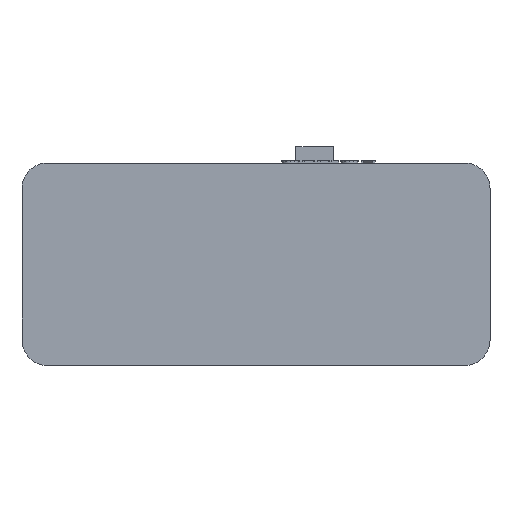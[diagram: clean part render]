
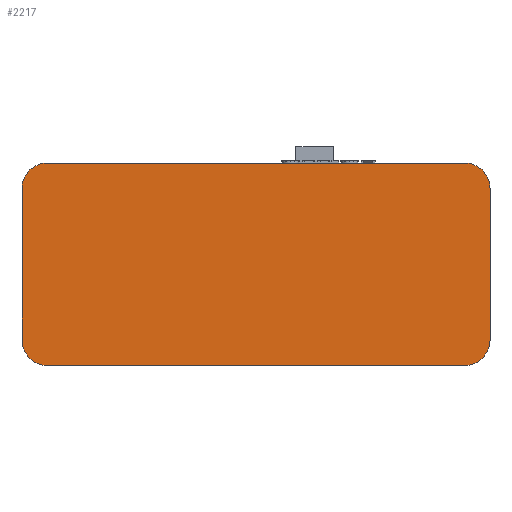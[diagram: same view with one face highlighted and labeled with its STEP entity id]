
A CAD part, front view. The second image highlights one B-rep face of the part: STEP entity #2217.
In plain terms, the highlighted planar face has unit normal (0, -1, 0).
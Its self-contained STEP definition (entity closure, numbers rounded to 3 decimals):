
#228=PLANE('',#2338);
#350=FACE_OUTER_BOUND('',#489,.T.);
#489=EDGE_LOOP('',(#2059,#2060,#2061,#2062,#2063,#2064,#2065,#2066));
#535=LINE('',#3303,#744);
#672=LINE('',#4008,#881);
#677=LINE('',#4019,#886);
#701=LINE('',#4080,#910);
#744=VECTOR('',#2436,10.);
#881=VECTOR('',#2663,10.);
#886=VECTOR('',#2674,10.);
#910=VECTOR('',#2738,10.);
#926=CIRCLE('',#2311,2.);
#929=CIRCLE('',#2328,2.);
#932=CIRCLE('',#2334,2.);
#933=CIRCLE('',#2336,2.);
#996=VERTEX_POINT('',#3299);
#998=VERTEX_POINT('',#3302);
#1120=VERTEX_POINT('',#4005);
#1121=VERTEX_POINT('',#4007);
#1122=VERTEX_POINT('',#4011);
#1124=VERTEX_POINT('',#4017);
#1139=VERTEX_POINT('',#4070);
#1141=VERTEX_POINT('',#4079);
#1233=EDGE_CURVE('',#996,#998,#535,.T.);
#1412=EDGE_CURVE('',#1121,#1120,#672,.T.);
#1415=EDGE_CURVE('',#1122,#1120,#926,.T.);
#1418=EDGE_CURVE('',#1122,#1124,#677,.T.);
#1442=EDGE_CURVE('',#1121,#1139,#929,.T.);
#1447=EDGE_CURVE('',#1139,#1141,#701,.T.);
#1449=EDGE_CURVE('',#1141,#996,#932,.T.);
#1450=EDGE_CURVE('',#998,#1124,#933,.T.);
#2059=ORIENTED_EDGE('',*,*,#1442,.F.);
#2060=ORIENTED_EDGE('',*,*,#1412,.T.);
#2061=ORIENTED_EDGE('',*,*,#1415,.F.);
#2062=ORIENTED_EDGE('',*,*,#1418,.T.);
#2063=ORIENTED_EDGE('',*,*,#1450,.F.);
#2064=ORIENTED_EDGE('',*,*,#1233,.F.);
#2065=ORIENTED_EDGE('',*,*,#1449,.F.);
#2066=ORIENTED_EDGE('',*,*,#1447,.F.);
#2217=ADVANCED_FACE('',(#350),#228,.T.);
#2311=AXIS2_PLACEMENT_3D('',#4013,#2668,#2669);
#2328=AXIS2_PLACEMENT_3D('',#4071,#2726,#2727);
#2334=AXIS2_PLACEMENT_3D('',#4083,#2742,#2743);
#2336=AXIS2_PLACEMENT_3D('',#4085,#2746,#2747);
#2338=AXIS2_PLACEMENT_3D('',#4087,#2750,#2751);
#2436=DIRECTION('',(1.,0.,0.));
#2663=DIRECTION('',(1.,0.,0.));
#2668=DIRECTION('center_axis',(0.,1.,0.));
#2669=DIRECTION('ref_axis',(0.707,0.,-0.707));
#2674=DIRECTION('',(0.,0.,1.));
#2726=DIRECTION('center_axis',(0.,1.,0.));
#2727=DIRECTION('ref_axis',(-0.707,0.,-0.707));
#2738=DIRECTION('',(0.,0.,1.));
#2742=DIRECTION('center_axis',(0.,1.,0.));
#2743=DIRECTION('ref_axis',(-0.707,0.,0.707));
#2746=DIRECTION('center_axis',(0.,1.,0.));
#2747=DIRECTION('ref_axis',(0.707,0.,0.707));
#2750=DIRECTION('center_axis',(0.,-1.,0.));
#2751=DIRECTION('ref_axis',(1.,0.,0.));
#3299=CARTESIAN_POINT('',(2.,0.,16.));
#3302=CARTESIAN_POINT('',(35.,0.,16.));
#3303=CARTESIAN_POINT('',(0.,0.,16.));
#4005=CARTESIAN_POINT('',(35.,0.,0.));
#4007=CARTESIAN_POINT('',(2.,0.,0.));
#4008=CARTESIAN_POINT('',(0.,0.,0.));
#4011=CARTESIAN_POINT('',(37.,0.,2.));
#4013=CARTESIAN_POINT('Origin',(35.,0.,2.));
#4017=CARTESIAN_POINT('',(37.,0.,14.));
#4019=CARTESIAN_POINT('',(37.,0.,0.));
#4070=CARTESIAN_POINT('',(0.,0.,2.));
#4071=CARTESIAN_POINT('Origin',(2.,0.,2.));
#4079=CARTESIAN_POINT('',(0.,0.,14.));
#4080=CARTESIAN_POINT('',(0.,0.,0.));
#4083=CARTESIAN_POINT('Origin',(2.,0.,14.));
#4085=CARTESIAN_POINT('Origin',(35.,0.,14.));
#4087=CARTESIAN_POINT('Origin',(0.,0.,0.));
